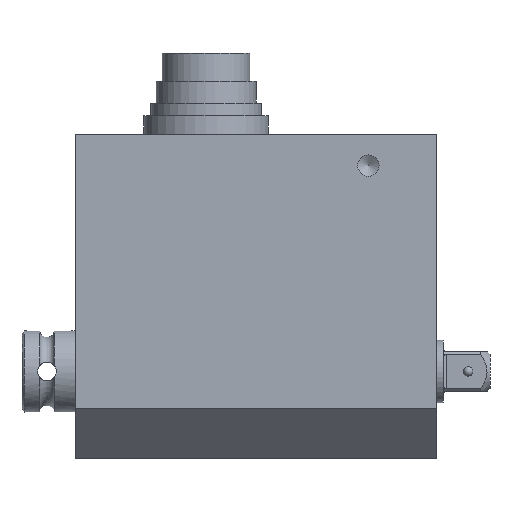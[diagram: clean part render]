
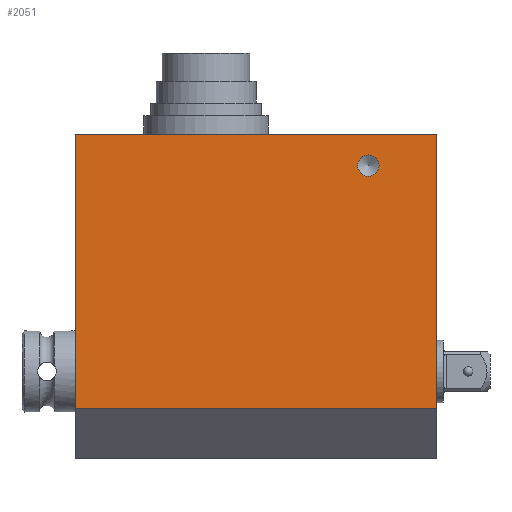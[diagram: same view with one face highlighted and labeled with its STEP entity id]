
A CAD part, front view. The second image highlights one B-rep face of the part: STEP entity #2051.
In plain terms, the highlighted planar face has unit normal (0, -1, 0).
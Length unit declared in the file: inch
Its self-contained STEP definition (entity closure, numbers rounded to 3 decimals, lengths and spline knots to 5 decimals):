
#665=CARTESIAN_POINT('',(0.98539,-0.75,0.77776));
#666=VERTEX_POINT('',#665);
#667=CARTESIAN_POINT('',(0.98539,-0.75,0.71039));
#668=DIRECTION('',(0.0,1.0,0.0));
#669=DIRECTION('',(0.0,0.0,-1.0));
#670=AXIS2_PLACEMENT_3D('',#667,#668,#669);
#671=CIRCLE('',#670,0.06736);
#672=EDGE_CURVE('',#666,#666,#671,.T.);
#1945=CARTESIAN_POINT('',(1.41846,-0.75,0.90724));
#1946=VERTEX_POINT('',#1945);
#1953=CARTESIAN_POINT('',(1.41846,-0.75,-0.82504));
#1954=VERTEX_POINT('',#1953);
#1955=CARTESIAN_POINT('',(1.41846,-0.75,-0.82504));
#1956=DIRECTION('',(0.0,0.0,1.0));
#1957=VECTOR('',#1956,1.73228);
#1958=LINE('',#1955,#1957);
#1959=EDGE_CURVE('',#1954,#1946,#1958,.T.);
#2018=CARTESIAN_POINT('',(-0.865,-0.75,-1.14));
#2019=DIRECTION('',(0.0,-1.0,0.0));
#2020=DIRECTION('',(0.0,0.0,-1.0));
#2021=AXIS2_PLACEMENT_3D('',#2018,#2019,#2020);
#2022=PLANE('',#2021);
#2023=CARTESIAN_POINT('',(-0.865,-0.75,-0.82504));
#2024=VERTEX_POINT('',#2023);
#2025=CARTESIAN_POINT('',(1.41846,-0.75,-0.82504));
#2026=DIRECTION('',(-1.0,0.0,0.0));
#2027=VECTOR('',#2026,2.28346);
#2028=LINE('',#2025,#2027);
#2029=EDGE_CURVE('',#1954,#2024,#2028,.T.);
#2030=ORIENTED_EDGE('',*,*,#2029,.F.);
#2031=ORIENTED_EDGE('',*,*,#1959,.T.);
#2032=CARTESIAN_POINT('',(-0.865,-0.75,0.90724));
#2033=VERTEX_POINT('',#2032);
#2034=CARTESIAN_POINT('',(-0.865,-0.75,0.90724));
#2035=DIRECTION('',(1.0,0.0,0.0));
#2036=VECTOR('',#2035,2.28346);
#2037=LINE('',#2034,#2036);
#2038=EDGE_CURVE('',#2033,#1946,#2037,.T.);
#2039=ORIENTED_EDGE('',*,*,#2038,.F.);
#2040=CARTESIAN_POINT('',(-0.865,-0.75,-0.82504));
#2041=DIRECTION('',(0.0,0.0,1.0));
#2042=VECTOR('',#2041,1.73228);
#2043=LINE('',#2040,#2042);
#2044=EDGE_CURVE('',#2024,#2033,#2043,.T.);
#2045=ORIENTED_EDGE('',*,*,#2044,.F.);
#2046=EDGE_LOOP('',(#2030,#2031,#2039,#2045));
#2047=FACE_OUTER_BOUND('',#2046,.T.);
#2048=ORIENTED_EDGE('',*,*,#672,.T.);
#2049=EDGE_LOOP('',(#2048));
#2050=FACE_BOUND('',#2049,.T.);
#2051=ADVANCED_FACE('',(#2047,#2050),#2022,.T.);
